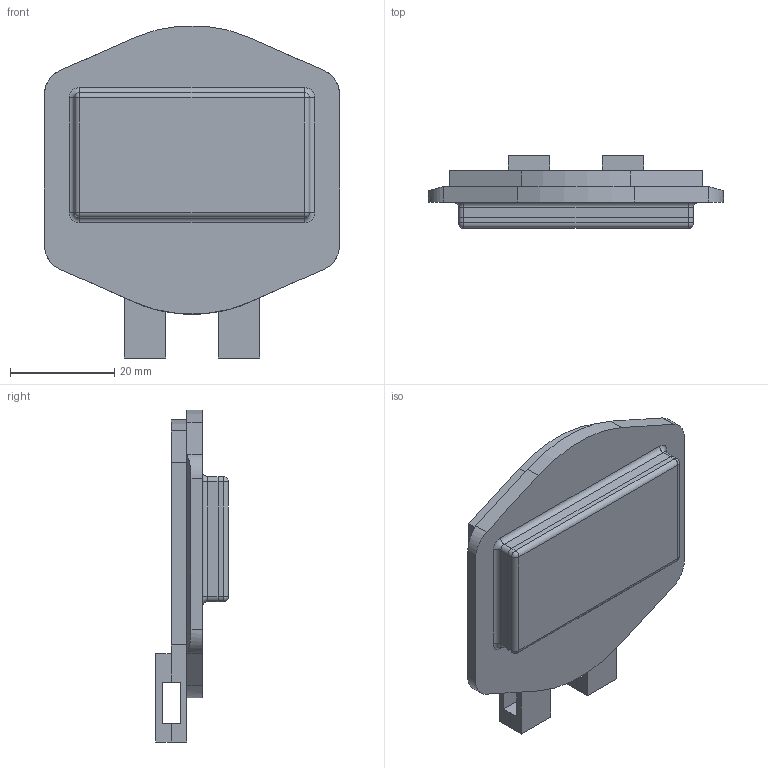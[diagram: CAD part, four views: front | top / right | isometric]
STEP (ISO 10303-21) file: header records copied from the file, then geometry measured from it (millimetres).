
FILE_DESCRIPTION(('FreeCAD Model'),'2;1');
FILE_NAME('Open CASCADE Shape Model','2025-10-28T08:49:24',(''),(''), 'Open CASCADE STEP processor 7.8','FreeCAD','Unknown');
FILE_SCHEMA(('AUTOMOTIVE_DESIGN { 1 0 10303 214 1 1 1 1 }'));
Length unit declared in the file: millimetre
Products named in the file (1): TomTomCover2
Bounding box: 56.7 x 14 x 63.8 mm (x, y, z)
Volume: 12616.5 mm3; surface area: 9278.2 mm2
Topology: 1 solids, 1 shells, 106 faces, 274 edges, 164 vertices
Faces by surface type: plane 74, cylinder 24, torus 4, sphere 4
Entity records: 3150 total; most frequent: CARTESIAN_POINT 541, ORIENTED_EDGE 540, DIRECTION 534, EDGE_CURVE 270, LINE 220, VECTOR 220, VERTEX_POINT 164, AXIS2_PLACEMENT_3D 157
